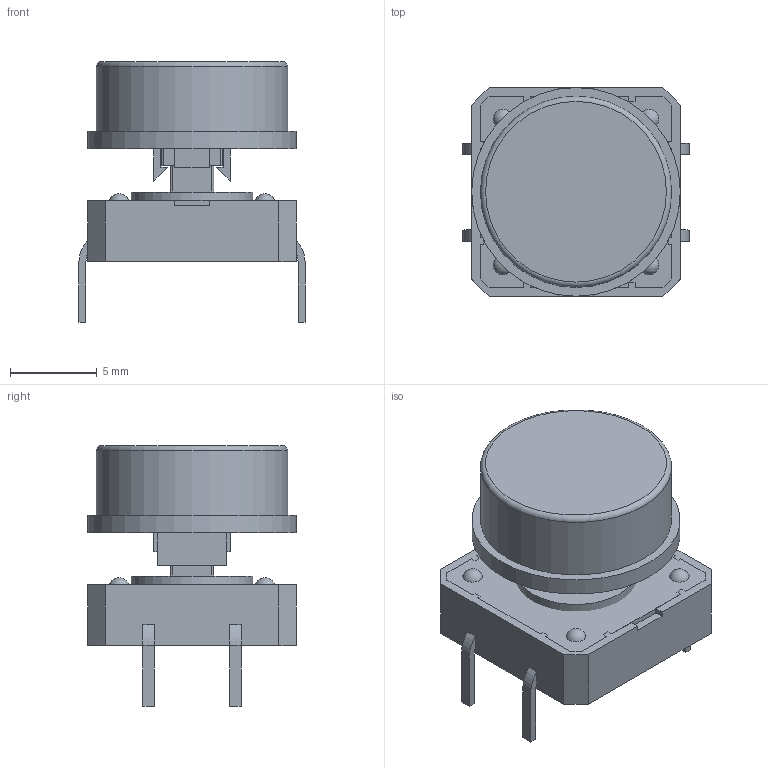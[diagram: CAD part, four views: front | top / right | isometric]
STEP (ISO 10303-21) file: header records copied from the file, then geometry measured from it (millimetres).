
FILE_DESCRIPTION(('FreeCAD Model'),'2;1');
FILE_NAME('Electronic_Button.step', '2014-10-05T20:28:03',('FreeCAD'),('FreeCAD'), 'Open CASCADE STEP processor 6.7','FreeCAD','Unknown');
FILE_SCHEMA(('AUTOMOTIVE_DESIGN_CC2 { 1 2 10303 214 -1 1 5 4 }'));
Length unit declared in the file: millimetre
Products named in the file (8): ChapaMetalica; Fillet; Sketch006; Sketch004; Sketch002; Tapon; Fusion004; Sketch007
Bounding box: 13 x 12 x 15 mm (x, y, z)
Volume: 744.4 mm3; surface area: 1790.2 mm2
Topology: 4 solids, 4 shells, 210 faces, 567 edges, 395 vertices
Faces by surface type: plane 172, cylinder 33, sphere 4, torus 1
Full cylindrical faces by diameter (mm): 1.13 x8, 2 x1, 7 x2, 11 x1, 12 x1
Entity records: 15071 total; most frequent: CARTESIAN_POINT 3233, DIRECTION 1726, ORIENTED_EDGE 1110, PCURVE 1110, DEFINITIONAL_REPRESENTATION 1110, LINE 1103, VECTOR 1103, EDGE_CURVE 555
